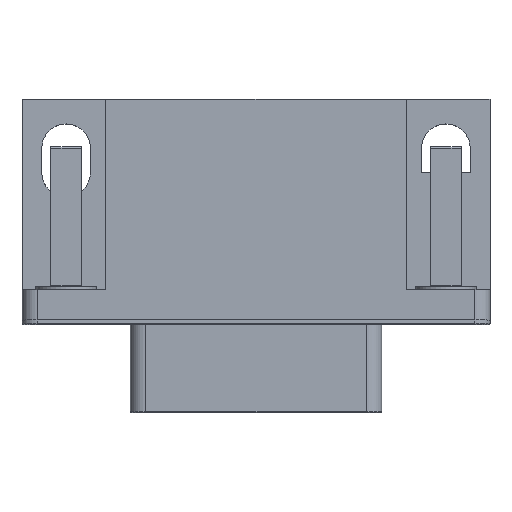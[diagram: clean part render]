
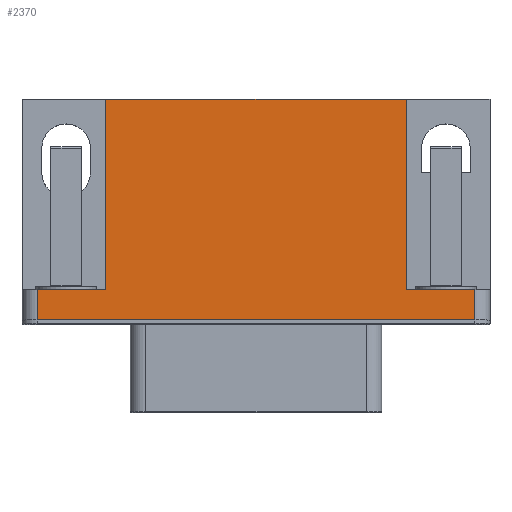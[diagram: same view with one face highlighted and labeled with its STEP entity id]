
A CAD part, top view. The second image highlights one B-rep face of the part: STEP entity #2370.
In plain terms, the highlighted planar face has unit normal (0, 0, 1).
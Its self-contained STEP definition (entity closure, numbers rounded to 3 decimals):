
#1799 = VERTEX_POINT('',#1800);
#1800 = CARTESIAN_POINT('',(-8.86,-12.74,12.5));
#1848 = EDGE_CURVE('',#1849,#1799,#1851,.T.);
#1849 = VERTEX_POINT('',#1850);
#1850 = CARTESIAN_POINT('',(19.94,-12.74,12.5));
#1851 = LINE('',#1852,#1853);
#1852 = CARTESIAN_POINT('',(20.94,-12.74,12.5));
#1853 = VECTOR('',#1854,1.);
#1854 = DIRECTION('',(-1.,0.,0.));
#2308 = EDGE_CURVE('',#1799,#2309,#2311,.T.);
#2309 = VERTEX_POINT('',#2310);
#2310 = CARTESIAN_POINT('',(-8.86,-10.74,12.5));
#2311 = LINE('',#2312,#2313);
#2312 = CARTESIAN_POINT('',(-8.86,-12.74,12.5));
#2313 = VECTOR('',#2314,1.);
#2314 = DIRECTION('',(0.,1.,0.));
#2370 = ADVANCED_FACE('',(#2371),#2421,.T.);
#2371 = FACE_BOUND('',#2372,.T.);
#2372 = EDGE_LOOP('',(#2373,#2374,#2382,#2390,#2398,#2406,#2414,#2420));
#2373 = ORIENTED_EDGE('',*,*,#1848,.F.);
#2374 = ORIENTED_EDGE('',*,*,#2375,.T.);
#2375 = EDGE_CURVE('',#1849,#2376,#2378,.T.);
#2376 = VERTEX_POINT('',#2377);
#2377 = CARTESIAN_POINT('',(19.94,-10.74,12.5));
#2378 = LINE('',#2379,#2380);
#2379 = CARTESIAN_POINT('',(19.94,-12.74,12.5));
#2380 = VECTOR('',#2381,1.);
#2381 = DIRECTION('',(0.,1.,0.));
#2382 = ORIENTED_EDGE('',*,*,#2383,.F.);
#2383 = EDGE_CURVE('',#2384,#2376,#2386,.T.);
#2384 = VERTEX_POINT('',#2385);
#2385 = CARTESIAN_POINT('',(15.44,-10.74,12.5));
#2386 = LINE('',#2387,#2388);
#2387 = CARTESIAN_POINT('',(19.94,-10.74,12.5));
#2388 = VECTOR('',#2389,1.);
#2389 = DIRECTION('',(1.,0.,0.));
#2390 = ORIENTED_EDGE('',*,*,#2391,.F.);
#2391 = EDGE_CURVE('',#2392,#2384,#2394,.T.);
#2392 = VERTEX_POINT('',#2393);
#2393 = CARTESIAN_POINT('',(15.44,1.8,12.5));
#2394 = LINE('',#2395,#2396);
#2395 = CARTESIAN_POINT('',(15.44,-11.74,12.5));
#2396 = VECTOR('',#2397,1.);
#2397 = DIRECTION('',(0.,-1.,0.));
#2398 = ORIENTED_EDGE('',*,*,#2399,.T.);
#2399 = EDGE_CURVE('',#2392,#2400,#2402,.T.);
#2400 = VERTEX_POINT('',#2401);
#2401 = CARTESIAN_POINT('',(-4.36,1.8,12.5));
#2402 = LINE('',#2403,#2404);
#2403 = CARTESIAN_POINT('',(20.94,1.8,12.5));
#2404 = VECTOR('',#2405,1.);
#2405 = DIRECTION('',(-1.,0.,0.));
#2406 = ORIENTED_EDGE('',*,*,#2407,.F.);
#2407 = EDGE_CURVE('',#2408,#2400,#2410,.T.);
#2408 = VERTEX_POINT('',#2409);
#2409 = CARTESIAN_POINT('',(-4.36,-10.74,12.5));
#2410 = LINE('',#2411,#2412);
#2411 = CARTESIAN_POINT('',(-4.36,-11.74,12.5));
#2412 = VECTOR('',#2413,1.);
#2413 = DIRECTION('',(0.,1.,0.));
#2414 = ORIENTED_EDGE('',*,*,#2415,.F.);
#2415 = EDGE_CURVE('',#2309,#2408,#2416,.T.);
#2416 = LINE('',#2417,#2418);
#2417 = CARTESIAN_POINT('',(6.54,-10.74,12.5));
#2418 = VECTOR('',#2419,1.);
#2419 = DIRECTION('',(1.,0.,0.));
#2420 = ORIENTED_EDGE('',*,*,#2308,.F.);
#2421 = PLANE('',#2422);
#2422 = AXIS2_PLACEMENT_3D('',#2423,#2424,#2425);
#2423 = CARTESIAN_POINT('',(20.94,-12.74,12.5));
#2424 = DIRECTION('',(0.,0.,1.));
#2425 = DIRECTION('',(-1.,0.,0.));
